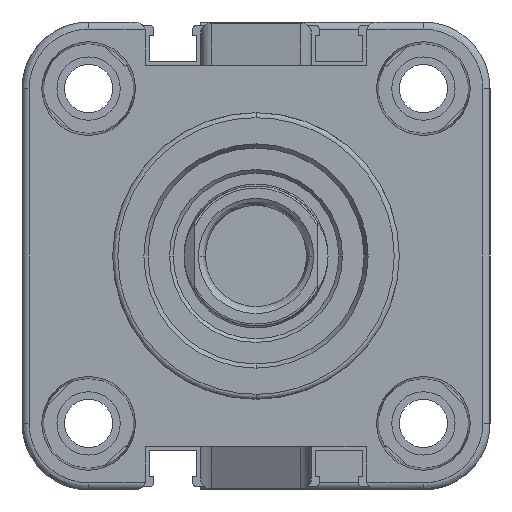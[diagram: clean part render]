
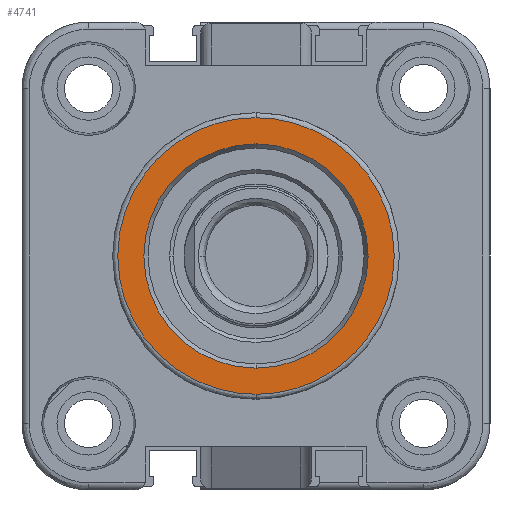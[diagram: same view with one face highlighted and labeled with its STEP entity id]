
A CAD part, front view. The second image highlights one B-rep face of the part: STEP entity #4741.
In plain terms, the highlighted face is planar.
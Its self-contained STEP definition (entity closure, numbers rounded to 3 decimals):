
#724 = ORIENTED_EDGE ( 'NONE', *, *, #3666, .F. ) ;
#766 = VERTEX_POINT ( 'NONE', #3179 ) ;
#1623 = DIRECTION ( 'NONE',  ( 0., 0., 1. ) ) ;
#2389 = VERTEX_POINT ( 'NONE', #4590 ) ;
#2765 = PLANE ( 'NONE',  #7116 ) ;
#2881 = EDGE_CURVE ( 'NONE', #2389, #766, #9606, .T. ) ;
#3179 = CARTESIAN_POINT ( 'NONE',  ( 274.95, 214.438, 269.266 ) ) ;
#3666 = EDGE_CURVE ( 'NONE', #12372, #9941, #12816, .T. ) ;
#3703 = CARTESIAN_POINT ( 'NONE',  ( 274.95, 234.338, 288.466 ) ) ;
#3777 = EDGE_LOOP ( 'NONE', ( #4660, #6831 ) ) ;
#4590 = CARTESIAN_POINT ( 'NONE',  ( 274.95, 214.438, 307.666 ) ) ;
#4660 = ORIENTED_EDGE ( 'NONE', *, *, #2881, .F. ) ;
#4741 = ADVANCED_FACE ( 'NONE', ( #13848, #8416 ), #2765, .F. ) ;
#4944 = CARTESIAN_POINT ( 'NONE',  ( 274.95, 176.038, 269.266 ) ) ;
#5395 = CARTESIAN_POINT ( 'NONE',  ( 274.95, 214.438, 307.666 ) ) ;
#5802 = DIRECTION ( 'NONE',  ( -1., 0., 0. ) ) ;
#5919 = AXIS2_PLACEMENT_3D ( 'NONE', #11825, #8494, #10651 ) ;
#6384 = EDGE_LOOP ( 'NONE', ( #724, #11451 ) ) ;
#6575 = DIRECTION ( 'NONE',  ( 1., 0., 0. ) ) ;
#6831 = ORIENTED_EDGE ( 'NONE', *, *, #10538, .F. ) ;
#7064 = CARTESIAN_POINT ( 'NONE',  ( 274.95, 214.438, 269.266 ) ) ;
#7116 = AXIS2_PLACEMENT_3D ( 'NONE', #3703, #5802, #1623 ) ;
#7491 = AXIS2_PLACEMENT_3D ( 'NONE', #12145, #6575, #13191 ) ;
#7587 = CARTESIAN_POINT ( 'NONE',  ( 274.95, 214.438, 272.889 ) ) ;
#7686 = CARTESIAN_POINT ( 'NONE',  ( 274.95, 252.838, 269.266 ) ) ;
#8116 = EDGE_CURVE ( 'NONE', #9941, #12372, #13729, .T. ) ;
#8416 = FACE_OUTER_BOUND ( 'NONE', #3777, .T. ) ;
#8494 = DIRECTION ( 'NONE',  ( 1., 0., 0. ) ) ;
#8751 = CARTESIAN_POINT ( 'NONE',  ( 274.95, 252.838, 307.666 ) ) ;
#9186 =( BOUNDED_CURVE ( )  B_SPLINE_CURVE ( 3, ( #7064, #4944, #12585, #5395 ),
 .UNSPECIFIED., .F., .F. ) 
 B_SPLINE_CURVE_WITH_KNOTS ( ( 4, 4 ),
 ( 0., 1. ),
 .UNSPECIFIED. ) 
 CURVE ( )  GEOMETRIC_REPRESENTATION_ITEM ( )  RATIONAL_B_SPLINE_CURVE ( ( 1., 0.333, 0.333, 1. ) ) 
 REPRESENTATION_ITEM ( '' )  );
#9606 =( BOUNDED_CURVE ( )  B_SPLINE_CURVE ( 3, ( #10992, #8751, #7686, #12070 ),
 .UNSPECIFIED., .F., .F. ) 
 B_SPLINE_CURVE_WITH_KNOTS ( ( 4, 4 ),
 ( 0., 1. ),
 .UNSPECIFIED. ) 
 CURVE ( )  GEOMETRIC_REPRESENTATION_ITEM ( )  RATIONAL_B_SPLINE_CURVE ( ( 1., 0.333, 0.333, 1. ) ) 
 REPRESENTATION_ITEM ( '' )  );
#9941 = VERTEX_POINT ( 'NONE', #12551 ) ;
#10538 = EDGE_CURVE ( 'NONE', #766, #2389, #9186, .T. ) ;
#10651 = DIRECTION ( 'NONE',  ( 0., 0., -1. ) ) ;
#10992 = CARTESIAN_POINT ( 'NONE',  ( 274.95, 214.438, 307.666 ) ) ;
#11451 = ORIENTED_EDGE ( 'NONE', *, *, #8116, .F. ) ;
#11825 = CARTESIAN_POINT ( 'NONE',  ( 274.95, 214.438, 288.466 ) ) ;
#12070 = CARTESIAN_POINT ( 'NONE',  ( 274.95, 214.438, 269.266 ) ) ;
#12145 = CARTESIAN_POINT ( 'NONE',  ( 274.95, 214.438, 288.466 ) ) ;
#12372 = VERTEX_POINT ( 'NONE', #7587 ) ;
#12551 = CARTESIAN_POINT ( 'NONE',  ( 274.95, 214.438, 304.043 ) ) ;
#12585 = CARTESIAN_POINT ( 'NONE',  ( 274.95, 176.038, 307.666 ) ) ;
#12816 = CIRCLE ( 'NONE', #5919, 15.577 ) ;
#13191 = DIRECTION ( 'NONE',  ( 0., 0., -1. ) ) ;
#13729 = CIRCLE ( 'NONE', #7491, 15.577 ) ;
#13848 = FACE_BOUND ( 'NONE', #6384, .T. ) ;
